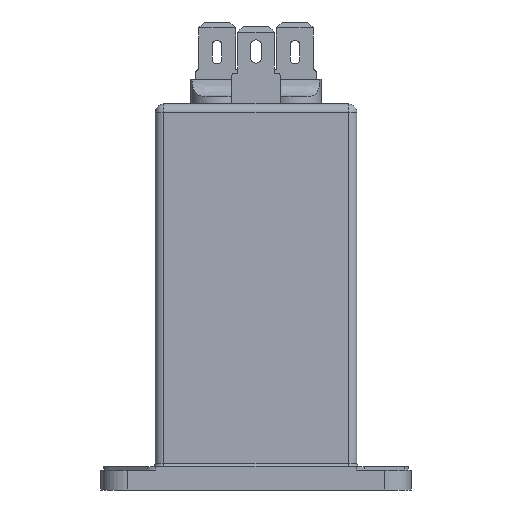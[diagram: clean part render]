
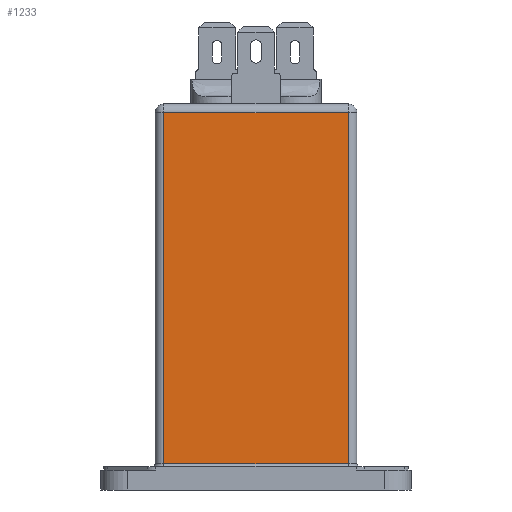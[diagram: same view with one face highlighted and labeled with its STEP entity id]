
A CAD part, left-side view. The second image highlights one B-rep face of the part: STEP entity #1233.
In plain terms, the highlighted planar face has unit normal (-1, 0, 0).
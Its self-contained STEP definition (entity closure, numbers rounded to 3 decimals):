
#242=CARTESIAN_POINT('',(-15.402,-8.03,61.1));
#243=VERTEX_POINT('',#242);
#367=CARTESIAN_POINT('',(-15.402,23.47,61.1));
#368=VERTEX_POINT('',#367);
#411=CARTESIAN_POINT('',(-15.402,23.47,61.1));
#412=DIRECTION('',(0.0,-1.0,0.0));
#413=VECTOR('',#412,31.5);
#414=LINE('',#411,#413);
#415=EDGE_CURVE('',#368,#243,#414,.T.);
#1190=CARTESIAN_POINT('',(-15.402,-8.03,1.1));
#1191=VERTEX_POINT('',#1190);
#1201=CARTESIAN_POINT('',(-15.402,-8.03,61.1));
#1202=DIRECTION('',(0.0,0.0,-1.0));
#1203=VECTOR('',#1202,60.0);
#1204=LINE('',#1201,#1203);
#1205=EDGE_CURVE('',#243,#1191,#1204,.T.);
#1210=CARTESIAN_POINT('',(-15.402,-9.53,0.0));
#1211=DIRECTION('',(-1.0,0.0,0.0));
#1212=DIRECTION('',(0.0,0.0,1.0));
#1213=AXIS2_PLACEMENT_3D('',#1210,#1211,#1212);
#1214=PLANE('',#1213);
#1215=CARTESIAN_POINT('',(-15.402,23.47,1.1));
#1216=VERTEX_POINT('',#1215);
#1217=CARTESIAN_POINT('',(-15.402,-8.03,1.1));
#1218=DIRECTION('',(0.0,1.0,0.0));
#1219=VECTOR('',#1218,31.5);
#1220=LINE('',#1217,#1219);
#1221=EDGE_CURVE('',#1191,#1216,#1220,.T.);
#1222=ORIENTED_EDGE('',*,*,#1221,.F.);
#1223=ORIENTED_EDGE('',*,*,#1205,.F.);
#1224=ORIENTED_EDGE('',*,*,#415,.F.);
#1225=CARTESIAN_POINT('',(-15.402,23.47,1.1));
#1226=DIRECTION('',(0.0,0.0,1.0));
#1227=VECTOR('',#1226,60.0);
#1228=LINE('',#1225,#1227);
#1229=EDGE_CURVE('',#1216,#368,#1228,.T.);
#1230=ORIENTED_EDGE('',*,*,#1229,.F.);
#1231=EDGE_LOOP('',(#1222,#1223,#1224,#1230));
#1232=FACE_OUTER_BOUND('',#1231,.T.);
#1233=ADVANCED_FACE('',(#1232),#1214,.T.);
